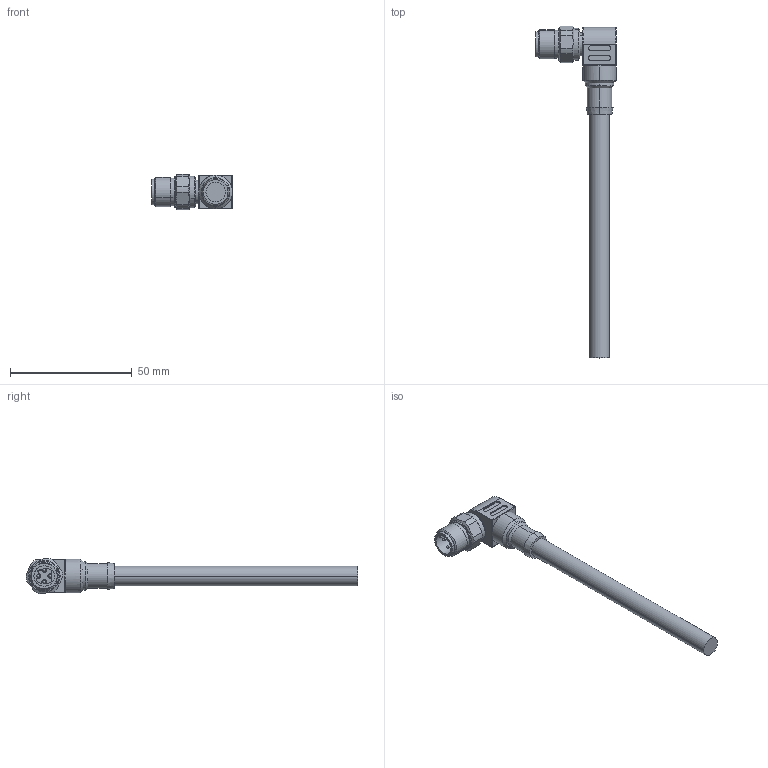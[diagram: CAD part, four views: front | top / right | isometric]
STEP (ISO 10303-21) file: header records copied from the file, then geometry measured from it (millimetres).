
FILE_DESCRIPTION((''),'2;1');
FILE_NAME('EWDLZ3-M-P00_ASM','2019-03-27T',('xin.jin'),(''),'PRO/ENGINEER BY PARAMETRIC TECHNOLOGY CORPORATION, 2012060','PRO/ENGINEER BY PARAMETRIC TECHNOLOGY CORPORATION, 2012060','');
FILE_SCHEMA(('AUTOMOTIVE_DESIGN { 1 0 10303 214 1 1 1 1 }'));
Length unit declared in the file: millimetre
Products named in the file (1): EWDLZ3-M-P00_ASM
Bounding box: 33.18 x 136.32 x 14.59 mm (x, y, z)
Volume: 11650.7 mm3; surface area: 6779.2 mm2
Topology: 1 solids, 5 shells, 285 faces, 729 edges, 464 vertices
Faces by surface type: cylinder 128, plane 125, cone 20, sphere 8, torus 4
Entity records: 8756 total; most frequent: DIRECTION 1590, CARTESIAN_POINT 1577, ORIENTED_EDGE 1434, EDGE_CURVE 717, AXIS2_PLACEMENT_3D 612, VERTEX_POINT 464, VECTOR 366, LINE 366
